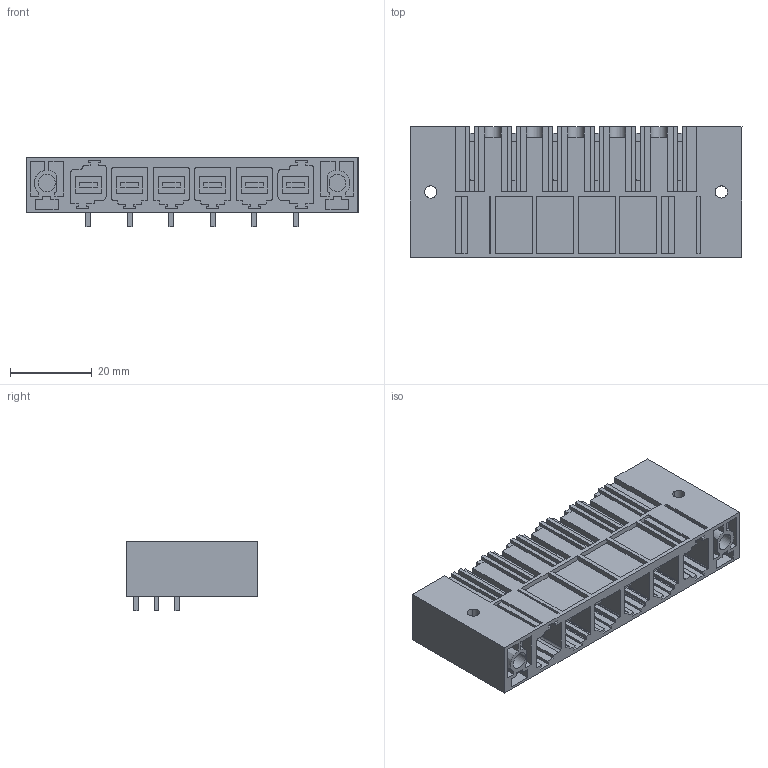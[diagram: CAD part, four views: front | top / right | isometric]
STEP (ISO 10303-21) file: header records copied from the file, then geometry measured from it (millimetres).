
FILE_DESCRIPTION(('CATIA V5 STEP Exchange','CAx-IF Rec.Pracs.--- Model Styling and Organization---1.2---2011-12-15'),'2;1');
FILE_NAME ('D1457534_0_1851160000_1851160000.stp','2018-03-09T05:36:30+00:00',('none'),('Weidmueller'),'CATIA Version 5-6 Release 2014','CATIA V5 STEP AP214','none');
FILE_SCHEMA(('AUTOMOTIVE_DESIGN { 1 0 10303 214 1 1 1 1 }'));
Length unit declared in the file: millimetre
Products named in the file (1): 1851160000
Bounding box: 81.28 x 32 x 17.1 mm (x, y, z)
Volume: 22016.6 mm3; surface area: 21859 mm2
Topology: 9 solids, 9 shells, 962 faces, 2789 edges, 1882 vertices
Faces by surface type: plane 844, extrusion 85, cylinder 33
Entity records: 31117 total; most frequent: CARTESIAN_POINT 6509, ORIENTED_EDGE 5578, DIRECTION 3769, EDGE_CURVE 2789, VECTOR 2628, LINE 2543, VERTEX_POINT 1882, EDGE_LOOP 1019
